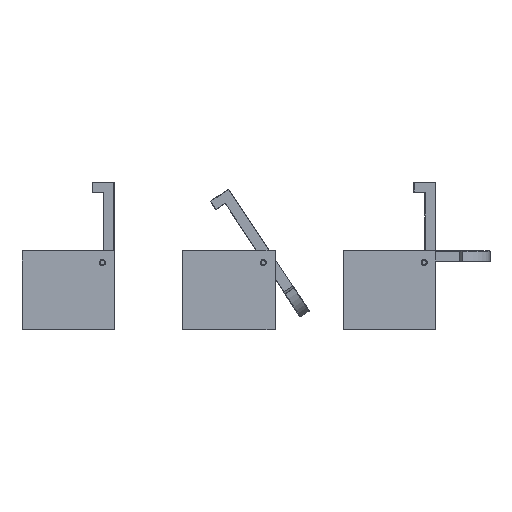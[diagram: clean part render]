
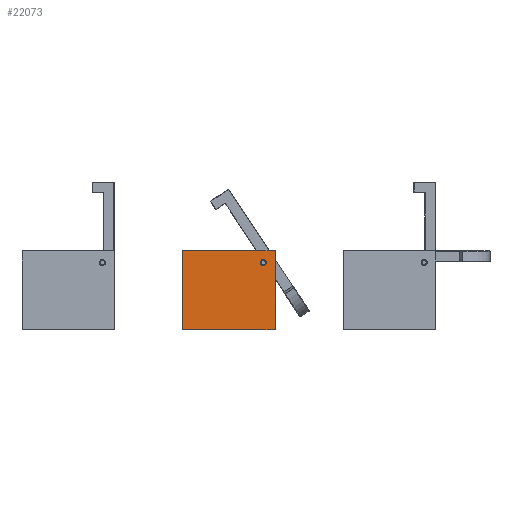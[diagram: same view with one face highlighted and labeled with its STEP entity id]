
A CAD part, left-side view. The second image highlights one B-rep face of the part: STEP entity #22073.
In plain terms, the highlighted planar face has unit normal (-1, 0, 0).
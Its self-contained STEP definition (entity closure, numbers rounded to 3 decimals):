
#5710 = CARTESIAN_POINT ( 'NONE',  ( -31.5, 179., -5.95 ) ) ;
#5838 = CIRCLE ( 'NONE', #5891, 2.05 ) ;
#5879 = CARTESIAN_POINT ( 'NONE',  ( -31.5, 179., -10.05 ) ) ;
#5886 = DIRECTION ( 'NONE',  ( 0., 0., -1. ) ) ;
#5889 = DIRECTION ( 'NONE',  ( 1., 0., 0. ) ) ;
#5890 = CARTESIAN_POINT ( 'NONE',  ( -31.5, 179., -8. ) ) ;
#5891 = AXIS2_PLACEMENT_3D ( 'NONE', #5890, #5889, #5886 ) ;
#6430 = AXIS2_PLACEMENT_3D ( 'NONE', #6452, #6506, #6505 ) ;
#6431 = LINE ( 'NONE', #6445, #6456 ) ;
#6434 = CARTESIAN_POINT ( 'NONE',  ( -31.5, 234., 0. ) ) ;
#6445 = CARTESIAN_POINT ( 'NONE',  ( -31.5, 295., 0. ) ) ;
#6452 = CARTESIAN_POINT ( 'NONE',  ( -31.5, 179., -8. ) ) ;
#6455 = DIRECTION ( 'NONE',  ( 0., 1., 0. ) ) ;
#6456 = VECTOR ( 'NONE', #6455, 1000. ) ;
#6459 = CIRCLE ( 'NONE', #6430, 2.05 ) ;
#6505 = DIRECTION ( 'NONE',  ( 0., 0., -1. ) ) ;
#6506 = DIRECTION ( 'NONE',  ( 1., 0., 0. ) ) ;
#6529 = CARTESIAN_POINT ( 'NONE',  ( -31.5, 171., 0. ) ) ;
#6594 = CARTESIAN_POINT ( 'NONE',  ( -31.5, 171., -54. ) ) ;
#6632 = DIRECTION ( 'NONE',  ( 0., 0., 1. ) ) ;
#6633 = VECTOR ( 'NONE', #6632, 1000. ) ;
#6639 = LINE ( 'NONE', #6640, #6633 ) ;
#6640 = CARTESIAN_POINT ( 'NONE',  ( -31.5, 171., -54. ) ) ;
#6706 = CARTESIAN_POINT ( 'NONE',  ( -31.5, 171., -54. ) ) ;
#6707 = LINE ( 'NONE', #6706, #6734 ) ;
#6721 = CARTESIAN_POINT ( 'NONE',  ( -31.5, 234., -54. ) ) ;
#6733 = DIRECTION ( 'NONE',  ( 0., -1., 0. ) ) ;
#6734 = VECTOR ( 'NONE', #6733, 1000. ) ;
#6736 = DIRECTION ( 'NONE',  ( 0., -1., 0. ) ) ;
#6737 = DIRECTION ( 'NONE',  ( -1., 0., 0. ) ) ;
#6744 = CARTESIAN_POINT ( 'NONE',  ( -31.5, 295., -54. ) ) ;
#6745 = FACE_OUTER_BOUND ( 'NONE', #22077, .T. ) ;
#6747 = PLANE ( 'NONE',  #6755 ) ;
#6755 = AXIS2_PLACEMENT_3D ( 'NONE', #6744, #6737, #6736 ) ;
#6756 = FACE_BOUND ( 'NONE', #22088, .T. ) ;
#6783 = DIRECTION ( 'NONE',  ( 0., 0., -1. ) ) ;
#6784 = VECTOR ( 'NONE', #6783, 1000. ) ;
#6788 = CARTESIAN_POINT ( 'NONE',  ( -31.5, 234., -54. ) ) ;
#6789 = LINE ( 'NONE', #6788, #6784 ) ;
#21547 = VERTEX_POINT ( 'NONE', #5710 ) ;
#21607 = EDGE_CURVE ( 'NONE', #21547, #21620, #5838, .T. ) ;
#21620 = VERTEX_POINT ( 'NONE', #5879 ) ;
#21906 = VERTEX_POINT ( 'NONE', #6434 ) ;
#21909 = EDGE_CURVE ( 'NONE', #21935, #21906, #6431, .T. ) ;
#21910 = EDGE_CURVE ( 'NONE', #21620, #21547, #6459, .T. ) ;
#21935 = VERTEX_POINT ( 'NONE', #6529 ) ;
#21967 = VERTEX_POINT ( 'NONE', #6594 ) ;
#21979 = EDGE_CURVE ( 'NONE', #21967, #21935, #6639, .T. ) ;
#22043 = VERTEX_POINT ( 'NONE', #6721 ) ;
#22073 = ADVANCED_FACE ( 'NONE', ( #6756, #6745 ), #6747, .T. ) ;
#22074 = ORIENTED_EDGE ( 'NONE', *, *, #22090, .T. ) ;
#22077 = EDGE_LOOP ( 'NONE', ( #22085, #22130, #22132, #22074 ) ) ;
#22078 = ORIENTED_EDGE ( 'NONE', *, *, #21607, .T. ) ;
#22079 = EDGE_CURVE ( 'NONE', #22043, #21967, #6707, .T. ) ;
#22085 = ORIENTED_EDGE ( 'NONE', *, *, #22079, .T. ) ;
#22088 = EDGE_LOOP ( 'NONE', ( #22094, #22078 ) ) ;
#22090 = EDGE_CURVE ( 'NONE', #21906, #22043, #6789, .T. ) ;
#22094 = ORIENTED_EDGE ( 'NONE', *, *, #21910, .T. ) ;
#22130 = ORIENTED_EDGE ( 'NONE', *, *, #21979, .T. ) ;
#22132 = ORIENTED_EDGE ( 'NONE', *, *, #21909, .T. ) ;
